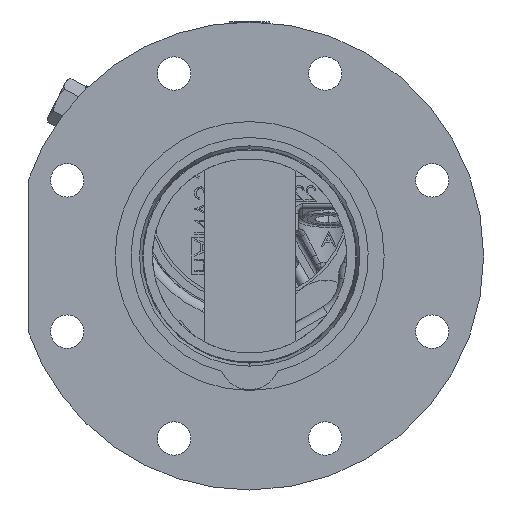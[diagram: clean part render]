
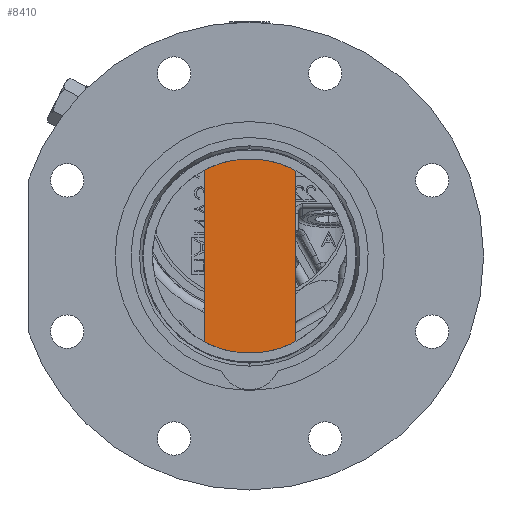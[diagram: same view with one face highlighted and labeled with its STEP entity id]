
A CAD part, front view. The second image highlights one B-rep face of the part: STEP entity #8410.
In plain terms, the highlighted planar face has unit normal (0, -1, 0).
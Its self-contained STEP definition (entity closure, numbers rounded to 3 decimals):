
#3447 = CARTESIAN_POINT ( 'NONE',  ( 15., -270.5, 28.267 ) ) ;
#3454 = CARTESIAN_POINT ( 'NONE',  ( 15., -270.5, -28.267 ) ) ;
#3491 = CARTESIAN_POINT ( 'NONE',  ( -15., -270.5, 28.267 ) ) ;
#3506 = CARTESIAN_POINT ( 'NONE',  ( -15., -270.5, -28.267 ) ) ;
#8410 = ADVANCED_FACE ( 'NONE', ( #38237 ), #20420, .T. ) ;
#10926 = AXIS2_PLACEMENT_3D ( 'NONE', #20457, #20406, #20405 ) ;
#16424 = EDGE_LOOP ( 'NONE', ( #27287, #27288, #27289, #27290 ) ) ;
#20405 = DIRECTION ( 'NONE',  ( -0.707, 0., 0.707 ) ) ;
#20406 = DIRECTION ( 'NONE',  ( 0., -1., 0. ) ) ;
#20420 = PLANE ( 'NONE',  #10926 ) ;
#20457 = CARTESIAN_POINT ( 'NONE',  ( 0., -270.5, 0. ) ) ;
#23390 = EDGE_CURVE ( 'NONE', #41341, #41393, #29324, .T. ) ;
#23392 = EDGE_CURVE ( 'NONE', #41393, #41400, #29303, .T. ) ;
#23395 = EDGE_CURVE ( 'NONE', #41356, #41341, #29331, .T. ) ;
#23396 = EDGE_CURVE ( 'NONE', #41400, #41356, #29338, .T. ) ;
#27287 = ORIENTED_EDGE ( 'NONE', *, *, #23396, .T. ) ;
#27288 = ORIENTED_EDGE ( 'NONE', *, *, #23395, .T. ) ;
#27289 = ORIENTED_EDGE ( 'NONE', *, *, #23390, .T. ) ;
#27290 = ORIENTED_EDGE ( 'NONE', *, *, #23392, .T. ) ;
#29303 = LINE ( 'NONE', #51226, #29307 ) ;
#29307 = VECTOR ( 'NONE', #51213, 1000. ) ;
#29321 = VECTOR ( 'NONE', #51204, 1000. ) ;
#29324 = CIRCLE ( 'NONE', #30090, 32. ) ;
#29331 = LINE ( 'NONE', #51227, #29321 ) ;
#29338 = CIRCLE ( 'NONE', #30092, 32. ) ;
#30090 = AXIS2_PLACEMENT_3D ( 'NONE', #51236, #51229, #51228 ) ;
#30092 = AXIS2_PLACEMENT_3D ( 'NONE', #51205, #51202, #51200 ) ;
#38237 = FACE_OUTER_BOUND ( 'NONE', #16424, .T. ) ;
#41341 = VERTEX_POINT ( 'NONE', #3506 ) ;
#41356 = VERTEX_POINT ( 'NONE', #3491 ) ;
#41393 = VERTEX_POINT ( 'NONE', #3454 ) ;
#41400 = VERTEX_POINT ( 'NONE', #3447 ) ;
#51200 = DIRECTION ( 'NONE',  ( -0.707, 0., 0.707 ) ) ;
#51202 = DIRECTION ( 'NONE',  ( 0., -1., 0. ) ) ;
#51204 = DIRECTION ( 'NONE',  ( 0., 0., -1. ) ) ;
#51205 = CARTESIAN_POINT ( 'NONE',  ( 0., -270.5, 0. ) ) ;
#51213 = DIRECTION ( 'NONE',  ( 0., 0., 1. ) ) ;
#51226 = CARTESIAN_POINT ( 'NONE',  ( 15., -270.5, 28.267 ) ) ;
#51227 = CARTESIAN_POINT ( 'NONE',  ( -15., -270.5, 28.267 ) ) ;
#51228 = DIRECTION ( 'NONE',  ( -0.707, 0., 0.707 ) ) ;
#51229 = DIRECTION ( 'NONE',  ( 0., -1., 0. ) ) ;
#51236 = CARTESIAN_POINT ( 'NONE',  ( 0., -270.5, 0. ) ) ;
